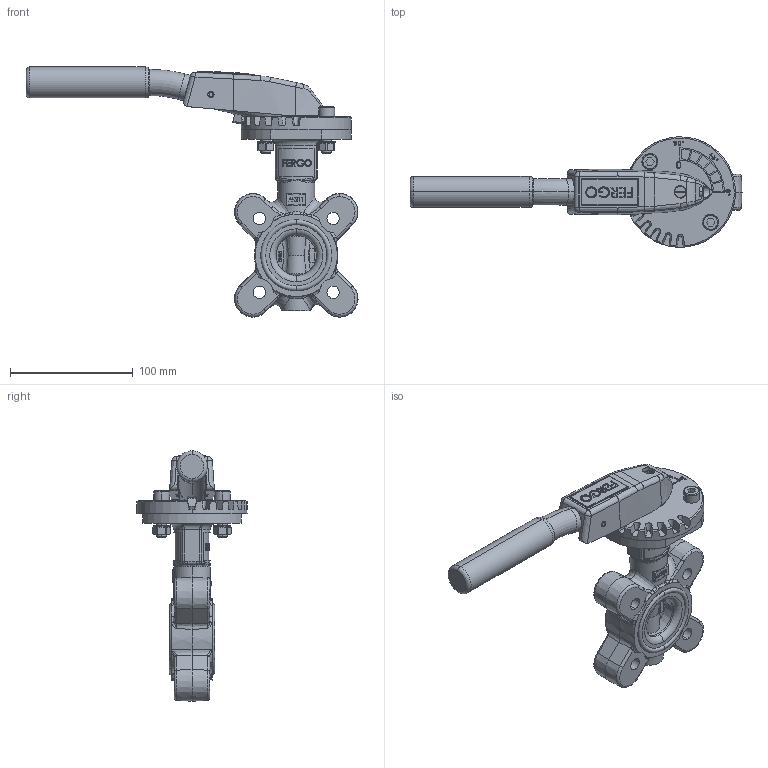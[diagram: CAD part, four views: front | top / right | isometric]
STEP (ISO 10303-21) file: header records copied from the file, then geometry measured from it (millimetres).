
FILE_DESCRIPTION (( 'STEP AP214' ), '1' );
FILE_NAME ('AK210-DN25-PN-10-16-Handhebel-Fergo.STEP', '2022-09-08T07:03:11', ( '' ), ( '' ), 'SwSTEP 2.0', 'SolidWorks 2022', '' );
FILE_SCHEMA (( 'AUTOMOTIVE_DESIGN' ));
Length unit declared in the file: millimetre
Products named in the file (1): AK210-DN25-PN-10-16-Handhebel-Fergo
Bounding box: 270.56 x 89.88 x 203.93 mm (x, y, z)
Surface area: 109602.3 mm2 (no closed solid volume)
Topology: 0 solids, 7 shells, 1368 faces, 3548 edges, 2237 vertices
Faces by surface type: plane 705, cylinder 252, bspline 245, cone 90, torus 62, sphere 14
Entity records: 85680 total; most frequent: CARTESIAN_POINT 43330, ORIENTED_EDGE 7000, DIRECTION 3510, EDGE_CURVE 3504, B_SPLINE_CURVE_WITH_KNOTS 2574, VERTEX_POINT 2237, AXIS2_PLACEMENT_3D 1519, EDGE_LOOP 1486
